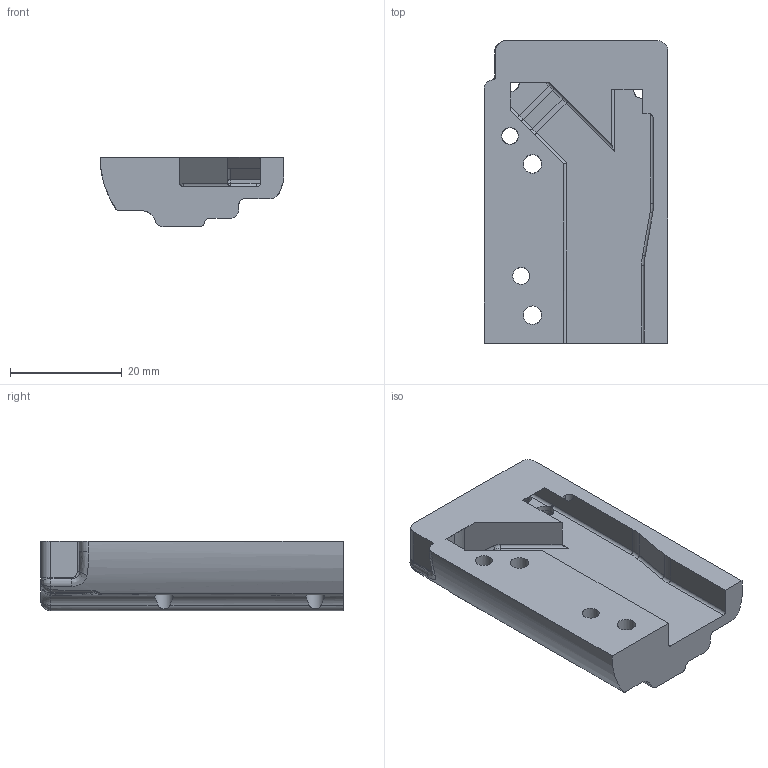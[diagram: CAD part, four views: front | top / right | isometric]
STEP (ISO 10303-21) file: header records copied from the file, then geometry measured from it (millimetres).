
FILE_DESCRIPTION(('STEP AP214'),'1');
FILE_NAME('201062_00010.stp','2022-02-22T08:54:37',(' '),(' '),'Spatial InterOp 3D',' ',' ');
FILE_SCHEMA(('AUTOMOTIVE_DESIGN { 1 0 10303 214 1 1 1 1 }'));
Length unit declared in the file: millimetre
Products named in the file (1): 1645520046
Bounding box: 32.83 x 54 x 12.46 mm (x, y, z)
Surface area: 6263.8 mm2 (no closed solid volume)
Topology: 0 solids, 1 shells, 193 faces, 523 edges, 314 vertices
Faces by surface type: cylinder 80, plane 45, bspline 33, torus 21, cone 12, sphere 2
Full cylindrical faces by diameter (mm): 3.015 x2, 3.115 x2, 3.3 x5
Entity records: 11406 total; most frequent: CARTESIAN_POINT 2869, ORIENTED_EDGE 992, DIRECTION 882, STYLED_ITEM 691, PRESENTATION_STYLE_ASSIGNMENT 691, COLOUR_RGB 691, EDGE_CURVE 496, CURVE_STYLE 496
